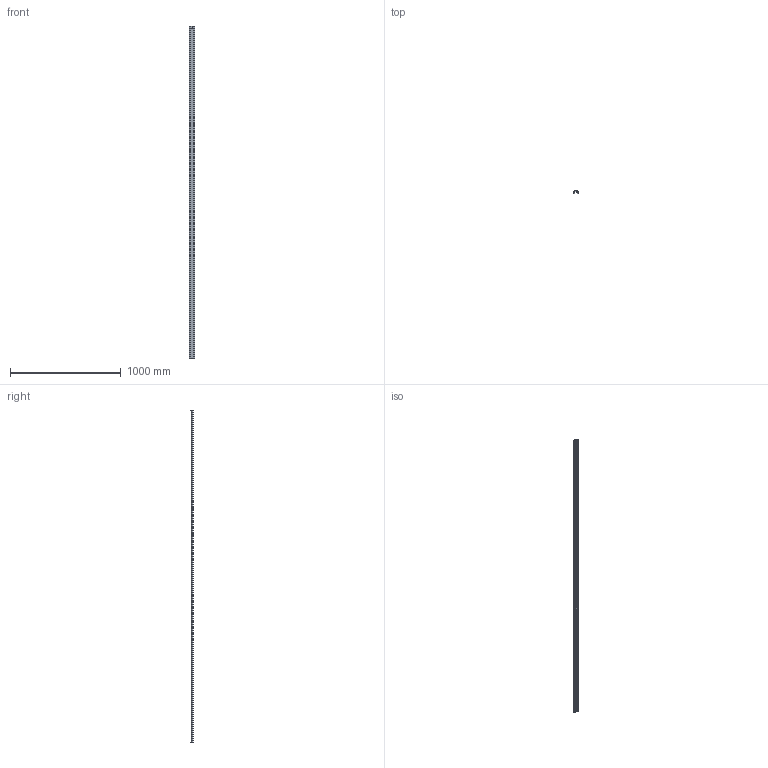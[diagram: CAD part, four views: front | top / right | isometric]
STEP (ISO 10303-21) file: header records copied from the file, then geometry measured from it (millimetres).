
FILE_DESCRIPTION (( 'STEP AP203' ), '1' );
FILE_NAME ('2011.step', '2015-09-17T14:53:59', ( '' ), ( '' ), 'SwSTEP 2.0', 'SolidWorks 2015', '' );
FILE_SCHEMA (( 'CONFIG_CONTROL_DESIGN' ));
Length unit declared in the file: millimetre
Products named in the file (1): 2011
Bounding box: 50 x 22.88 x 3000 mm (x, y, z)
Volume: 2192928.3 mm3; surface area: 435553.6 mm2
Topology: 1 solids, 1 shells, 134 faces, 363 edges, 242 vertices
Faces by surface type: plane 74, bspline 48, cylinder 12
Entity records: 6548 total; most frequent: CARTESIAN_POINT 3396, ORIENTED_EDGE 726, DIRECTION 465, EDGE_CURVE 363, VECTOR 243, LINE 243, VERTEX_POINT 242, EDGE_LOOP 145
